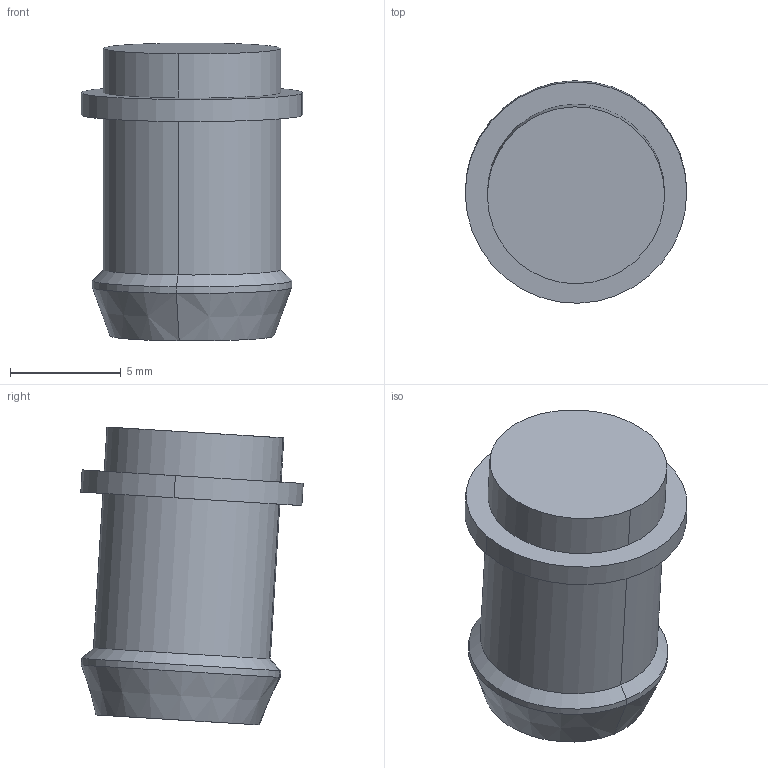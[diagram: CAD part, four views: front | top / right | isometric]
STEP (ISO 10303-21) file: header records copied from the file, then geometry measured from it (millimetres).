
FILE_DESCRIPTION(('Creo Elements/Direct Modeling STEP Export'),'2;1');
FILE_NAME('PION ALU.stp','2024-02-27T10:57:30',(''),(''),'Creo Elements/Direct Modeling STEP processor for AP214 (Solid Model)','Creo Elements/Direct Modeling 20.5 09-Apr-2022 (C) Parametric Technology GmbH','');
FILE_SCHEMA(('AUTOMOTIVE_DESIGN { 1 0 10303 214 1 1 1 1 }'));
Length unit declared in the file: millimetre
Products named in the file (2): PION SELLE.02
Assembly tree (1 placements, depth 2):
  PION SELLE.02
    PION SELLE.02
Bounding box: 10 x 10.04 x 13.45 mm (x, y, z)
Volume: 695 mm3; surface area: 495.1 mm2
Topology: 1 solids, 1 shells, 16 faces, 30 edges, 18 vertices
Faces by surface type: cylinder 8, plane 4, cone 4
Entity records: 404 total; most frequent: DIRECTION 66, ORIENTED_EDGE 60, CARTESIAN_POINT 57, EDGE_CURVE 30, AXIS2_PLACEMENT_3D 27, VERTEX_POINT 18, EDGE_LOOP 18, FACE_OUTER_BOUND 16
